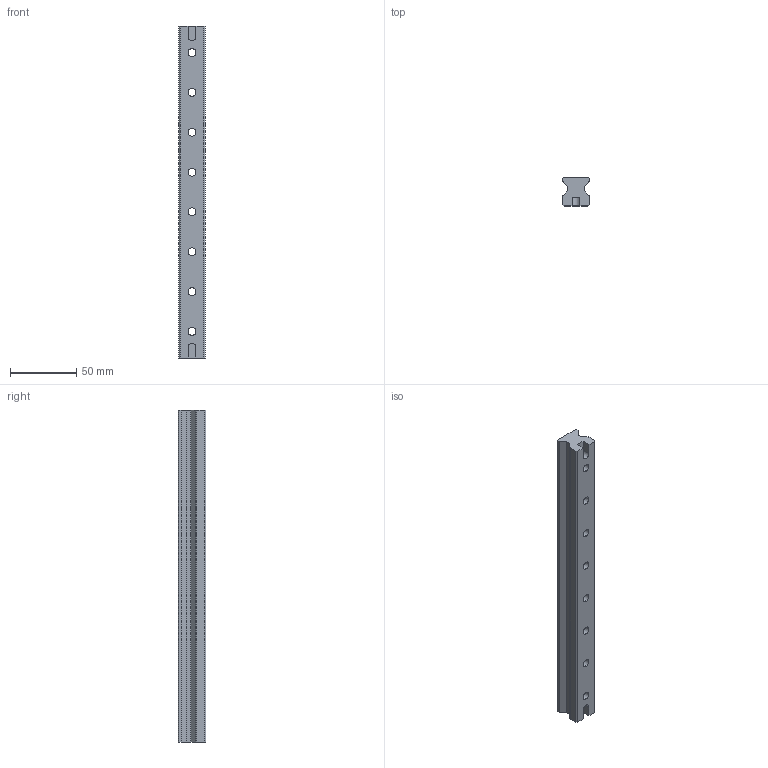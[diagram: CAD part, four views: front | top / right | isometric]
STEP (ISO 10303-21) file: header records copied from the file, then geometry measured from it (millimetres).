
FILE_DESCRIPTION (( 'STEP AP214' ), '1' );
FILE_NAME ('RSW-02-0250-20-20-A-3.STEP', '2022-10-09T17:05:37', ( '' ), ( '' ), 'SwSTEP 2.0', 'SolidWorks 2020', '' );
FILE_SCHEMA (( 'AUTOMOTIVE_DESIGN' ));
Length unit declared in the file: millimetre
Products named in the file (1): RSW-02-0250-20-20-A-3
Bounding box: 20 x 21 x 250 mm (x, y, z)
Volume: 81786.9 mm3; surface area: 26104.9 mm2
Topology: 1 solids, 1 shells, 68 faces, 174 edges, 116 vertices
Faces by surface type: cylinder 36, plane 32
Entity records: 2156 total; most frequent: DIRECTION 384, CARTESIAN_POINT 359, ORIENTED_EDGE 348, EDGE_CURVE 174, AXIS2_PLACEMENT_3D 141, VERTEX_POINT 116, LINE 102, VECTOR 102
